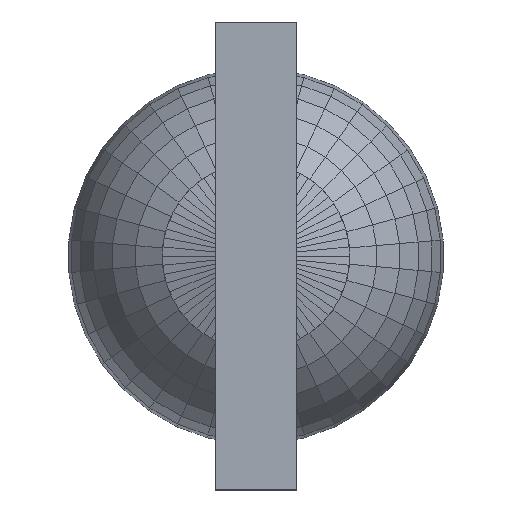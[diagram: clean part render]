
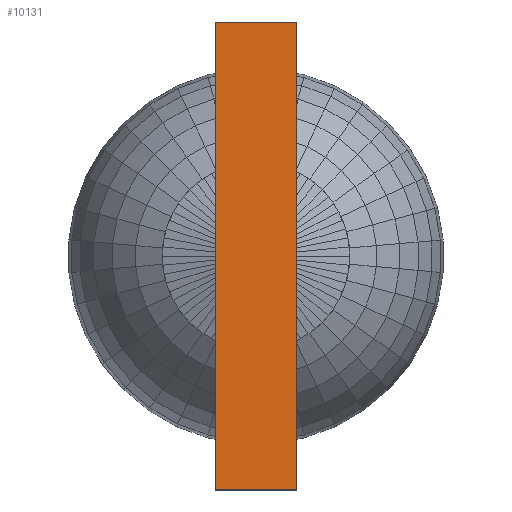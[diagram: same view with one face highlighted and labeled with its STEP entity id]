
A CAD part, top view. The second image highlights one B-rep face of the part: STEP entity #10131.
In plain terms, the highlighted planar face has unit normal (0, 0, 1).
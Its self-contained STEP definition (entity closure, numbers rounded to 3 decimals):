
#659=FACE_OUTER_BOUND('',#1308,.T.);
#1308=EDGE_LOOP('',(#8786,#8787,#8788,#8789));
#2663=LINE('',#16172,#4025);
#2668=LINE('',#16182,#4030);
#2669=LINE('',#16184,#4031);
#2670=LINE('',#16185,#4032);
#4025=VECTOR('',#13443,1000.);
#4030=VECTOR('',#13452,1000.);
#4031=VECTOR('',#13453,1000.);
#4032=VECTOR('',#13454,1000.);
#4747=VERTEX_POINT('',#16169);
#4748=VERTEX_POINT('',#16171);
#4751=VERTEX_POINT('',#16181);
#4752=VERTEX_POINT('',#16183);
#6104=EDGE_CURVE('',#4747,#4748,#2663,.T.);
#6109=EDGE_CURVE('',#4751,#4747,#2668,.T.);
#6110=EDGE_CURVE('',#4752,#4751,#2669,.T.);
#6111=EDGE_CURVE('',#4748,#4752,#2670,.T.);
#8786=ORIENTED_EDGE('',*,*,#6104,.F.);
#8787=ORIENTED_EDGE('',*,*,#6109,.F.);
#8788=ORIENTED_EDGE('',*,*,#6110,.F.);
#8789=ORIENTED_EDGE('',*,*,#6111,.F.);
#9483=PLANE('',#10802);
#10131=ADVANCED_FACE('',(#659),#9483,.T.);
#10802=AXIS2_PLACEMENT_3D('',#16180,#13450,#13451);
#13443=DIRECTION('',(0.,-1.,0.));
#13450=DIRECTION('center_axis',(0.,0.,
1.));
#13451=DIRECTION('ref_axis',(0.,1.,0.));
#13452=DIRECTION('',(1.,0.,0.));
#13453=DIRECTION('',(0.,1.,0.));
#13454=DIRECTION('',(-1.,0.,0.));
#16169=CARTESIAN_POINT('',(6.5,37.5,-0.054));
#16171=CARTESIAN_POINT('',(6.5,-37.5,-0.054));
#16172=CARTESIAN_POINT('',(6.5,37.5,-0.054));
#16180=CARTESIAN_POINT('Origin',(0.,0.,-0.054));
#16181=CARTESIAN_POINT('',(-6.5,37.5,-0.054));
#16182=CARTESIAN_POINT('',(-6.5,37.5,-0.054));
#16183=CARTESIAN_POINT('',(-6.5,-37.5,-0.054));
#16184=CARTESIAN_POINT('',(-6.5,-37.5,-0.054));
#16185=CARTESIAN_POINT('',(6.5,-37.5,-0.054));
